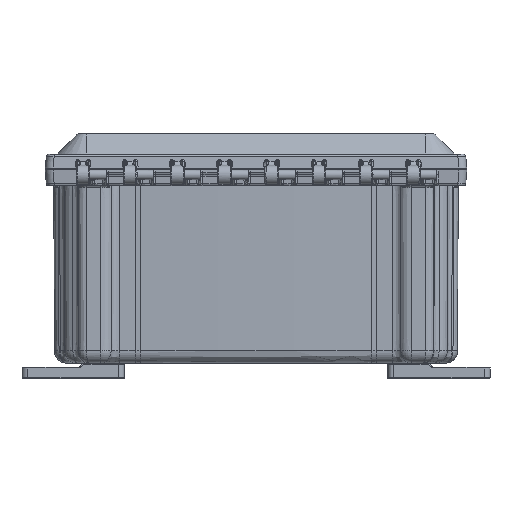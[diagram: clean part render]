
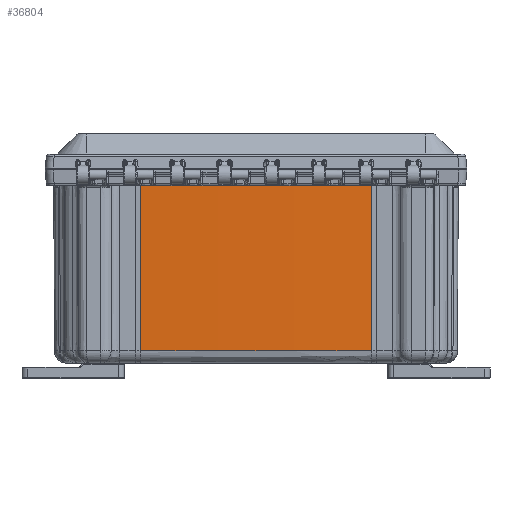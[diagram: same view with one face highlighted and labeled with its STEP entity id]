
A CAD part, left-side view. The second image highlights one B-rep face of the part: STEP entity #36804.
In plain terms, the highlighted conical face has half-angle 0.25 degrees and reference radius 2858.27 mm.
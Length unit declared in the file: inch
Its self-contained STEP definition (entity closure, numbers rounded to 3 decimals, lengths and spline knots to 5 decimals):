
#2060 = VERTEX_POINT ( 'NONE', #132342 ) ;
#7175 = CARTESIAN_POINT ( 'NONE',  ( -5.12967, -3.66897, 0.09179 ) ) ;
#18493 = VECTOR ( 'NONE', #79780, 39.37008 ) ;
#19514 = DIRECTION ( 'NONE',  ( -1., 0., 0. ) ) ;
#20241 = VERTEX_POINT ( 'NONE', #120293 ) ;
#21746 = EDGE_CURVE ( 'NONE', #119697, #2060, #28000, .T. ) ;
#27374 = LINE ( 'NONE', #7175, #50299 ) ;
#28000 = LINE ( 'NONE', #130922, #18493 ) ;
#29468 = CARTESIAN_POINT ( 'NONE',  ( 107.32875, 0., 2.57 ) ) ;
#36804 = ADVANCED_FACE ( 'NONE', ( #91472 ), #124532, .T. ) ;
#42922 = AXIS2_PLACEMENT_3D ( 'NONE', #89462, #90814, #19514 ) ;
#46980 = DIRECTION ( 'NONE',  ( 0., 0., -1. ) ) ;
#48553 = CIRCLE ( 'NONE', #65703, 112.52907 ) ;
#50299 = VECTOR ( 'NONE', #100645, 39.37008 ) ;
#51034 = EDGE_CURVE ( 'NONE', #20241, #104701, #27374, .T. ) ;
#57627 = EDGE_CURVE ( 'NONE', #20241, #2060, #72241, .T. ) ;
#58793 = CARTESIAN_POINT ( 'NONE',  ( -5.14048, 3.66932, 2.57 ) ) ;
#60043 = ORIENTED_EDGE ( 'NONE', *, *, #57627, .F. ) ;
#61073 = DIRECTION ( 'NONE',  ( 0., 0., 1. ) ) ;
#65703 = AXIS2_PLACEMENT_3D ( 'NONE', #29468, #61073, #133046 ) ;
#65805 = CARTESIAN_POINT ( 'NONE',  ( 107.32875, 0., -2.6817 ) ) ;
#72241 = CIRCLE ( 'NONE', #74465, 112.50615 ) ;
#74465 = AXIS2_PLACEMENT_3D ( 'NONE', #65805, #46980, #129048 ) ;
#74559 = ORIENTED_EDGE ( 'NONE', *, *, #21746, .T. ) ;
#79780 = DIRECTION ( 'NONE',  ( 0.004, 0., -1. ) ) ;
#89462 = CARTESIAN_POINT ( 'NONE',  ( 107.32875, 0., 2.86528 ) ) ;
#90814 = DIRECTION ( 'NONE',  ( 0., 0., 1. ) ) ;
#91472 = FACE_OUTER_BOUND ( 'NONE', #121589, .T. ) ;
#100206 = CARTESIAN_POINT ( 'NONE',  ( -5.14048, -3.66932, 2.57 ) ) ;
#100645 = DIRECTION ( 'NONE',  ( -0.004, 0., 1. ) ) ;
#104701 = VERTEX_POINT ( 'NONE', #100206 ) ;
#112629 = EDGE_CURVE ( 'NONE', #119697, #104701, #48553, .T. ) ;
#115021 = ORIENTED_EDGE ( 'NONE', *, *, #112629, .F. ) ;
#116830 = ORIENTED_EDGE ( 'NONE', *, *, #51034, .T. ) ;
#119697 = VERTEX_POINT ( 'NONE', #58793 ) ;
#120293 = CARTESIAN_POINT ( 'NONE',  ( -5.11758, -3.66857, -2.6817 ) ) ;
#121589 = EDGE_LOOP ( 'NONE', ( #115021, #74559, #60043, #116830 ) ) ;
#124532 = CONICAL_SURFACE ( 'NONE', #42922, 112.53036, 0.004 ) ;
#129048 = DIRECTION ( 'NONE',  ( 1., 0., 0. ) ) ;
#130922 = CARTESIAN_POINT ( 'NONE',  ( -5.12967, 3.66897, 0.09179 ) ) ;
#132342 = CARTESIAN_POINT ( 'NONE',  ( -5.11758, 3.66857, -2.6817 ) ) ;
#133046 = DIRECTION ( 'NONE',  ( 1., 0., 0. ) ) ;
